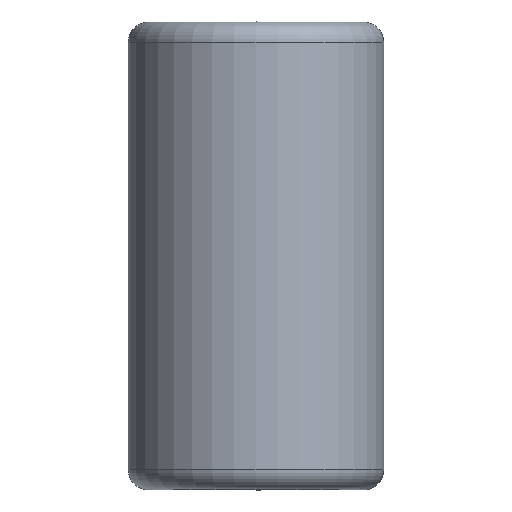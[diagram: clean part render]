
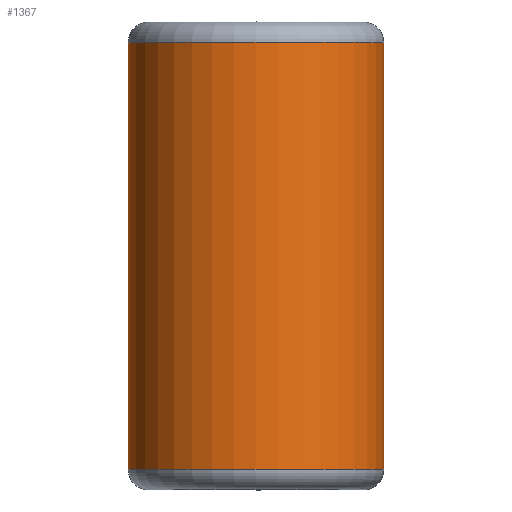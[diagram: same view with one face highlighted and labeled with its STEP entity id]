
A CAD part, top view. The second image highlights one B-rep face of the part: STEP entity #1367.
In plain terms, the highlighted cylindrical face has radius 4.775 mm (diameter 9.55 mm), a partial arc.
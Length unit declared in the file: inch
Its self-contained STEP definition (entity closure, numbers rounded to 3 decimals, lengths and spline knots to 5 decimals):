
#10 = AXIS2_PLACEMENT_3D ( 'NONE', #909, #2208, #1088 ) ;
#63 = LINE ( 'NONE', #1739, #2125 ) ;
#111 = ORIENTED_EDGE ( 'NONE', *, *, #2109, .F. ) ;
#204 = AXIS2_PLACEMENT_3D ( 'NONE', #1888, #391, #395 ) ;
#348 = VECTOR ( 'NONE', #1731, 39.37008 ) ;
#391 = DIRECTION ( 'NONE',  ( 0., -1., 0. ) ) ;
#395 = DIRECTION ( 'NONE',  ( 0., 0., -1. ) ) ;
#418 = CARTESIAN_POINT ( 'NONE',  ( 0., 0.31375, -0.188 ) ) ;
#443 = CARTESIAN_POINT ( 'NONE',  ( 0.188, -0.31375, 0. ) ) ;
#583 = AXIS2_PLACEMENT_3D ( 'NONE', #865, #2164, #1038 ) ;
#660 = EDGE_CURVE ( 'NONE', #2411, #1552, #844, .T. ) ;
#844 = CIRCLE ( 'NONE', #583, 0.188 ) ;
#865 = CARTESIAN_POINT ( 'NONE',  ( 0., -0.31375, 0. ) ) ;
#867 = EDGE_CURVE ( 'NONE', #1201, #1493, #2319, .T. ) ;
#909 = CARTESIAN_POINT ( 'NONE',  ( 0., 0.31375, 0. ) ) ;
#965 = ORIENTED_EDGE ( 'NONE', *, *, #2416, .T. ) ;
#1004 = CARTESIAN_POINT ( 'NONE',  ( 0., -0.31375, -0.188 ) ) ;
#1038 = DIRECTION ( 'NONE',  ( 0., 0., -1. ) ) ;
#1088 = DIRECTION ( 'NONE',  ( 0., 0., -1. ) ) ;
#1201 = VERTEX_POINT ( 'NONE', #2004 ) ;
#1236 = ORIENTED_EDGE ( 'NONE', *, *, #867, .T. ) ;
#1349 = LINE ( 'NONE', #1363, #348 ) ;
#1363 = CARTESIAN_POINT ( 'NONE',  ( 0., 0.31375, -0.188 ) ) ;
#1367 = ADVANCED_FACE ( 'NONE', ( #1741 ), #2006, .T. ) ;
#1493 = VERTEX_POINT ( 'NONE', #418 ) ;
#1552 = VERTEX_POINT ( 'NONE', #1004 ) ;
#1731 = DIRECTION ( 'NONE',  ( 0., 1., 0. ) ) ;
#1739 = CARTESIAN_POINT ( 'NONE',  ( 0.188, 0.31375, 0. ) ) ;
#1741 = FACE_OUTER_BOUND ( 'NONE', #1899, .T. ) ;
#1888 = CARTESIAN_POINT ( 'NONE',  ( 0., 0.3125, 0. ) ) ;
#1899 = EDGE_LOOP ( 'NONE', ( #965, #1236, #111, #1994 ) ) ;
#1994 = ORIENTED_EDGE ( 'NONE', *, *, #660, .F. ) ;
#2004 = CARTESIAN_POINT ( 'NONE',  ( 0.188, 0.31375, 0. ) ) ;
#2006 = CYLINDRICAL_SURFACE ( 'NONE', #204, 0.188 ) ;
#2109 = EDGE_CURVE ( 'NONE', #1552, #1493, #1349, .T. ) ;
#2123 = DIRECTION ( 'NONE',  ( 0., 1., 0. ) ) ;
#2125 = VECTOR ( 'NONE', #2123, 39.37008 ) ;
#2164 = DIRECTION ( 'NONE',  ( 0., -1., 0. ) ) ;
#2208 = DIRECTION ( 'NONE',  ( 0., -1., 0. ) ) ;
#2319 = CIRCLE ( 'NONE', #10, 0.188 ) ;
#2411 = VERTEX_POINT ( 'NONE', #443 ) ;
#2416 = EDGE_CURVE ( 'NONE', #2411, #1201, #63, .T. ) ;
